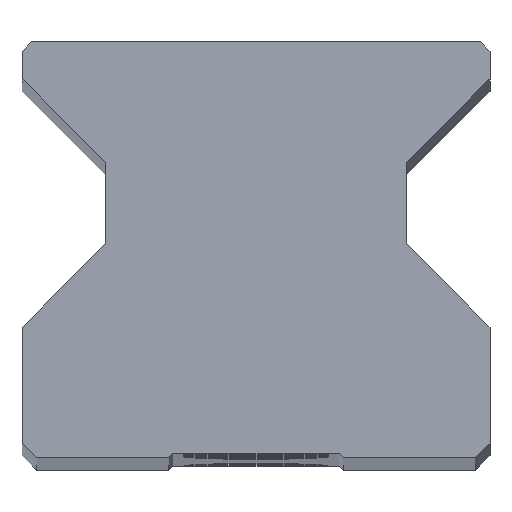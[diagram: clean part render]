
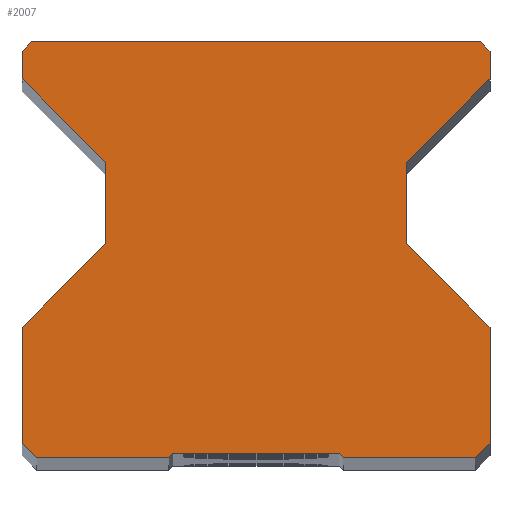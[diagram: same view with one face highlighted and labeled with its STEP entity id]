
A CAD part, top view. The second image highlights one B-rep face of the part: STEP entity #2007.
In plain terms, the highlighted planar face has unit normal (0, 0, 1).
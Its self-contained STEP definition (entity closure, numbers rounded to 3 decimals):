
#1 = VERTEX_POINT ( 'NONE', #1636 ) ;
#40 = VECTOR ( 'NONE', #1311, 1000. ) ;
#84 = CARTESIAN_POINT ( 'NONE',  ( -9.938, -17.51, 680. ) ) ;
#94 = ORIENTED_EDGE ( 'NONE', *, *, #624, .F. ) ;
#106 = LINE ( 'NONE', #615, #3271 ) ;
#110 = EDGE_CURVE ( 'NONE', #947, #1609, #125, .T. ) ;
#124 = CARTESIAN_POINT ( 'NONE',  ( 19.662, 22.09, 680. ) ) ;
#125 = LINE ( 'NONE', #1977, #724 ) ;
#137 = LINE ( 'NONE', #1696, #367 ) ;
#141 = LINE ( 'NONE', #960, #40 ) ;
#148 = CARTESIAN_POINT ( 'NONE',  ( 20.562, 21.19, 680. ) ) ;
#153 = LINE ( 'NONE', #586, #3373 ) ;
#176 = EDGE_CURVE ( 'NONE', #1488, #3215, #106, .T. ) ;
#184 = VERTEX_POINT ( 'NONE', #1152 ) ;
#199 = CARTESIAN_POINT ( 'NONE',  ( 20.562, -5.335, 680. ) ) ;
#224 = LINE ( 'NONE', #3072, #1847 ) ;
#228 = DIRECTION ( 'NONE',  ( -1., 0., 0. ) ) ;
#234 = LINE ( 'NONE', #1795, #2484 ) ;
#244 = VERTEX_POINT ( 'NONE', #124 ) ;
#274 = EDGE_CURVE ( 'NONE', #2105, #1, #141, .T. ) ;
#283 = DIRECTION ( 'NONE',  ( 0.707, -0.707, 0. ) ) ;
#301 = LINE ( 'NONE', #1874, #1588 ) ;
#324 = EDGE_CURVE ( 'NONE', #3215, #3346, #234, .T. ) ;
#328 = CARTESIAN_POINT ( 'NONE',  ( -24.438, 18.52, 680. ) ) ;
#346 = LINE ( 'NONE', #84, #813 ) ;
#355 = EDGE_LOOP ( 'NONE', ( #395, #520, #2587, #1605, #1219, #2809, #2061, #1889, #468, #2231, #2119, #710, #94, #1243, #1089, #1476, #3409, #1040, #3086, #1960 ) ) ;
#367 = VECTOR ( 'NONE', #2208, 1000. ) ;
#395 = ORIENTED_EDGE ( 'NONE', *, *, #324, .F. ) ;
#441 = CARTESIAN_POINT ( 'NONE',  ( -16.438, 10.52, 680. ) ) ;
#460 = VECTOR ( 'NONE', #1312, 1000. ) ;
#468 = ORIENTED_EDGE ( 'NONE', *, *, #670, .F. ) ;
#496 = CARTESIAN_POINT ( 'NONE',  ( 6.462, -17.91, 680. ) ) ;
#520 = ORIENTED_EDGE ( 'NONE', *, *, #176, .F. ) ;
#531 = CARTESIAN_POINT ( 'NONE',  ( 19.162, -17.91, 680. ) ) ;
#586 = CARTESIAN_POINT ( 'NONE',  ( -16.438, 2.665, 680. ) ) ;
#615 = CARTESIAN_POINT ( 'NONE',  ( 19.162, -17.91, 680. ) ) ;
#624 = EDGE_CURVE ( 'NONE', #1435, #917, #137, .T. ) ;
#670 = EDGE_CURVE ( 'NONE', #244, #1005, #3058, .T. ) ;
#709 = VECTOR ( 'NONE', #1596, 1000. ) ;
#710 = ORIENTED_EDGE ( 'NONE', *, *, #2556, .F. ) ;
#712 = VECTOR ( 'NONE', #2648, 1000. ) ;
#724 = VECTOR ( 'NONE', #2526, 1000. ) ;
#735 = VERTEX_POINT ( 'NONE', #1015 ) ;
#750 = DIRECTION ( 'NONE',  ( 0., -1., 0. ) ) ;
#754 = LINE ( 'NONE', #2611, #2200 ) ;
#813 = VECTOR ( 'NONE', #1144, 1000. ) ;
#816 = PLANE ( 'NONE',  #1689 ) ;
#843 = CARTESIAN_POINT ( 'NONE',  ( -24.438, -5.335, 680. ) ) ;
#896 = EDGE_CURVE ( 'NONE', #2039, #3089, #2501, .T. ) ;
#898 = VECTOR ( 'NONE', #1694, 1000. ) ;
#917 = VERTEX_POINT ( 'NONE', #1175 ) ;
#947 = VERTEX_POINT ( 'NONE', #1709 ) ;
#948 = VERTEX_POINT ( 'NONE', #3303 ) ;
#960 = CARTESIAN_POINT ( 'NONE',  ( 20.562, 18.52, 680. ) ) ;
#1005 = VERTEX_POINT ( 'NONE', #148 ) ;
#1015 = CARTESIAN_POINT ( 'NONE',  ( 20.562, -5.335, 680. ) ) ;
#1030 = LINE ( 'NONE', #1629, #709 ) ;
#1040 = ORIENTED_EDGE ( 'NONE', *, *, #1614, .F. ) ;
#1077 = DIRECTION ( 'NONE',  ( 0., -1., 0. ) ) ;
#1089 = ORIENTED_EDGE ( 'NONE', *, *, #896, .F. ) ;
#1138 = VECTOR ( 'NONE', #1077, 1000. ) ;
#1144 = DIRECTION ( 'NONE',  ( 1., 0., 0. ) ) ;
#1152 = CARTESIAN_POINT ( 'NONE',  ( -24.438, -16.51, 680. ) ) ;
#1175 = CARTESIAN_POINT ( 'NONE',  ( -24.438, 18.52, 680. ) ) ;
#1191 = DIRECTION ( 'NONE',  ( 0.707, 0.707, 0. ) ) ;
#1219 = ORIENTED_EDGE ( 'NONE', *, *, #2900, .F. ) ;
#1243 = ORIENTED_EDGE ( 'NONE', *, *, #1396, .F. ) ;
#1249 = CARTESIAN_POINT ( 'NONE',  ( -23.538, 22.09, 680. ) ) ;
#1257 = VECTOR ( 'NONE', #1554, 1000. ) ;
#1301 = CARTESIAN_POINT ( 'NONE',  ( 12.562, 2.665, 680. ) ) ;
#1311 = DIRECTION ( 'NONE',  ( -0.707, -0.707, 0. ) ) ;
#1312 = DIRECTION ( 'NONE',  ( 0., -1., 0. ) ) ;
#1388 = VECTOR ( 'NONE', #1191, 1000. ) ;
#1396 = EDGE_CURVE ( 'NONE', #3089, #1435, #153, .T. ) ;
#1435 = VERTEX_POINT ( 'NONE', #441 ) ;
#1447 = CARTESIAN_POINT ( 'NONE',  ( -16.438, 2.665, 680. ) ) ;
#1461 = VERTEX_POINT ( 'NONE', #1480 ) ;
#1476 = ORIENTED_EDGE ( 'NONE', *, *, #3302, .F. ) ;
#1477 = CARTESIAN_POINT ( 'NONE',  ( -23.538, 22.09, 680. ) ) ;
#1480 = CARTESIAN_POINT ( 'NONE',  ( 12.562, 2.665, 680. ) ) ;
#1488 = VERTEX_POINT ( 'NONE', #531 ) ;
#1513 = CARTESIAN_POINT ( 'NONE',  ( -24.438, 21.19, 680. ) ) ;
#1554 = DIRECTION ( 'NONE',  ( 0.707, 0.707, 0. ) ) ;
#1567 = VERTEX_POINT ( 'NONE', #1249 ) ;
#1588 = VECTOR ( 'NONE', #2921, 1000. ) ;
#1594 = LINE ( 'NONE', #199, #460 ) ;
#1596 = DIRECTION ( 'NONE',  ( -0.707, 0.707, 0. ) ) ;
#1605 = ORIENTED_EDGE ( 'NONE', *, *, #2278, .F. ) ;
#1609 = VERTEX_POINT ( 'NONE', #2336 ) ;
#1612 = EDGE_CURVE ( 'NONE', #2758, #1567, #3395, .T. ) ;
#1614 = EDGE_CURVE ( 'NONE', #1609, #3126, #754, .T. ) ;
#1618 = EDGE_CURVE ( 'NONE', #3126, #184, #1030, .T. ) ;
#1629 = CARTESIAN_POINT ( 'NONE',  ( -23.038, -17.91, 680. ) ) ;
#1636 = CARTESIAN_POINT ( 'NONE',  ( 12.562, 10.52, 680. ) ) ;
#1639 = LINE ( 'NONE', #1906, #1138 ) ;
#1689 = AXIS2_PLACEMENT_3D ( 'NONE', #2684, #2149, #2161 ) ;
#1694 = DIRECTION ( 'NONE',  ( 1., 0., 0. ) ) ;
#1696 = CARTESIAN_POINT ( 'NONE',  ( -16.438, 10.52, 680. ) ) ;
#1709 = CARTESIAN_POINT ( 'NONE',  ( -9.938, -17.51, 680. ) ) ;
#1770 = VECTOR ( 'NONE', #3290, 1000. ) ;
#1795 = CARTESIAN_POINT ( 'NONE',  ( 6.462, -17.91, 680. ) ) ;
#1810 = DIRECTION ( 'NONE',  ( -0.707, 0.707, 0. ) ) ;
#1847 = VECTOR ( 'NONE', #750, 1000. ) ;
#1874 = CARTESIAN_POINT ( 'NONE',  ( 20.562, -16.51, 680. ) ) ;
#1889 = ORIENTED_EDGE ( 'NONE', *, *, #2898, .F. ) ;
#1906 = CARTESIAN_POINT ( 'NONE',  ( 20.562, 21.19, 680. ) ) ;
#1960 = ORIENTED_EDGE ( 'NONE', *, *, #3367, .T. ) ;
#1977 = CARTESIAN_POINT ( 'NONE',  ( -9.938, -17.51, 680. ) ) ;
#2007 = ADVANCED_FACE ( 'NONE', ( #3208 ), #816, .T. ) ;
#2039 = VERTEX_POINT ( 'NONE', #843 ) ;
#2042 = VECTOR ( 'NONE', #283, 1000. ) ;
#2061 = ORIENTED_EDGE ( 'NONE', *, *, #274, .F. ) ;
#2105 = VERTEX_POINT ( 'NONE', #3305 ) ;
#2118 = EDGE_CURVE ( 'NONE', #1567, #244, #2206, .T. ) ;
#2119 = ORIENTED_EDGE ( 'NONE', *, *, #1612, .F. ) ;
#2123 = LINE ( 'NONE', #1301, #2042 ) ;
#2149 = DIRECTION ( 'NONE',  ( 0., 0., 1. ) ) ;
#2161 = DIRECTION ( 'NONE',  ( 1., 0., 0. ) ) ;
#2200 = VECTOR ( 'NONE', #228, 1000. ) ;
#2206 = LINE ( 'NONE', #1477, #898 ) ;
#2208 = DIRECTION ( 'NONE',  ( -0.707, 0.707, 0. ) ) ;
#2231 = ORIENTED_EDGE ( 'NONE', *, *, #2118, .F. ) ;
#2237 = CARTESIAN_POINT ( 'NONE',  ( -24.438, -5.335, 680. ) ) ;
#2258 = CARTESIAN_POINT ( 'NONE',  ( 19.662, 22.09, 680. ) ) ;
#2278 = EDGE_CURVE ( 'NONE', #735, #948, #1594, .T. ) ;
#2281 = CARTESIAN_POINT ( 'NONE',  ( -23.038, -17.91, 680. ) ) ;
#2336 = CARTESIAN_POINT ( 'NONE',  ( -10.338, -17.91, 680. ) ) ;
#2467 = CARTESIAN_POINT ( 'NONE',  ( -24.438, -16.51, 680. ) ) ;
#2484 = VECTOR ( 'NONE', #1810, 1000. ) ;
#2489 = DIRECTION ( 'NONE',  ( 0., 1., 0. ) ) ;
#2501 = LINE ( 'NONE', #2237, #1388 ) ;
#2526 = DIRECTION ( 'NONE',  ( -0.707, -0.707, 0. ) ) ;
#2540 = DIRECTION ( 'NONE',  ( 0., 1., 0. ) ) ;
#2556 = EDGE_CURVE ( 'NONE', #917, #2758, #2942, .T. ) ;
#2587 = ORIENTED_EDGE ( 'NONE', *, *, #3436, .F. ) ;
#2611 = CARTESIAN_POINT ( 'NONE',  ( -10.338, -17.91, 680. ) ) ;
#2648 = DIRECTION ( 'NONE',  ( 0., 1., 0. ) ) ;
#2684 = CARTESIAN_POINT ( 'NONE',  ( -1.938, 2.416, 680. ) ) ;
#2741 = VECTOR ( 'NONE', #2489, 1000. ) ;
#2758 = VERTEX_POINT ( 'NONE', #1513 ) ;
#2809 = ORIENTED_EDGE ( 'NONE', *, *, #2833, .F. ) ;
#2833 = EDGE_CURVE ( 'NONE', #1, #1461, #224, .T. ) ;
#2898 = EDGE_CURVE ( 'NONE', #1005, #2105, #1639, .T. ) ;
#2900 = EDGE_CURVE ( 'NONE', #1461, #735, #2123, .T. ) ;
#2921 = DIRECTION ( 'NONE',  ( -0.707, -0.707, 0. ) ) ;
#2942 = LINE ( 'NONE', #328, #712 ) ;
#3007 = LINE ( 'NONE', #2467, #2741 ) ;
#3058 = LINE ( 'NONE', #2258, #1770 ) ;
#3072 = CARTESIAN_POINT ( 'NONE',  ( 12.562, 10.52, 680. ) ) ;
#3086 = ORIENTED_EDGE ( 'NONE', *, *, #110, .F. ) ;
#3089 = VERTEX_POINT ( 'NONE', #1447 ) ;
#3126 = VERTEX_POINT ( 'NONE', #2281 ) ;
#3136 = CARTESIAN_POINT ( 'NONE',  ( -24.438, 21.19, 680. ) ) ;
#3208 = FACE_OUTER_BOUND ( 'NONE', #355, .T. ) ;
#3215 = VERTEX_POINT ( 'NONE', #496 ) ;
#3271 = VECTOR ( 'NONE', #3326, 1000. ) ;
#3290 = DIRECTION ( 'NONE',  ( 0.707, -0.707, 0. ) ) ;
#3302 = EDGE_CURVE ( 'NONE', #184, #2039, #3007, .T. ) ;
#3303 = CARTESIAN_POINT ( 'NONE',  ( 20.562, -16.51, 680. ) ) ;
#3305 = CARTESIAN_POINT ( 'NONE',  ( 20.562, 18.52, 680. ) ) ;
#3321 = CARTESIAN_POINT ( 'NONE',  ( 6.062, -17.51, 680. ) ) ;
#3326 = DIRECTION ( 'NONE',  ( -1., 0., 0. ) ) ;
#3346 = VERTEX_POINT ( 'NONE', #3321 ) ;
#3367 = EDGE_CURVE ( 'NONE', #947, #3346, #346, .T. ) ;
#3373 = VECTOR ( 'NONE', #2540, 1000. ) ;
#3395 = LINE ( 'NONE', #3136, #1257 ) ;
#3409 = ORIENTED_EDGE ( 'NONE', *, *, #1618, .F. ) ;
#3436 = EDGE_CURVE ( 'NONE', #948, #1488, #301, .T. ) ;
